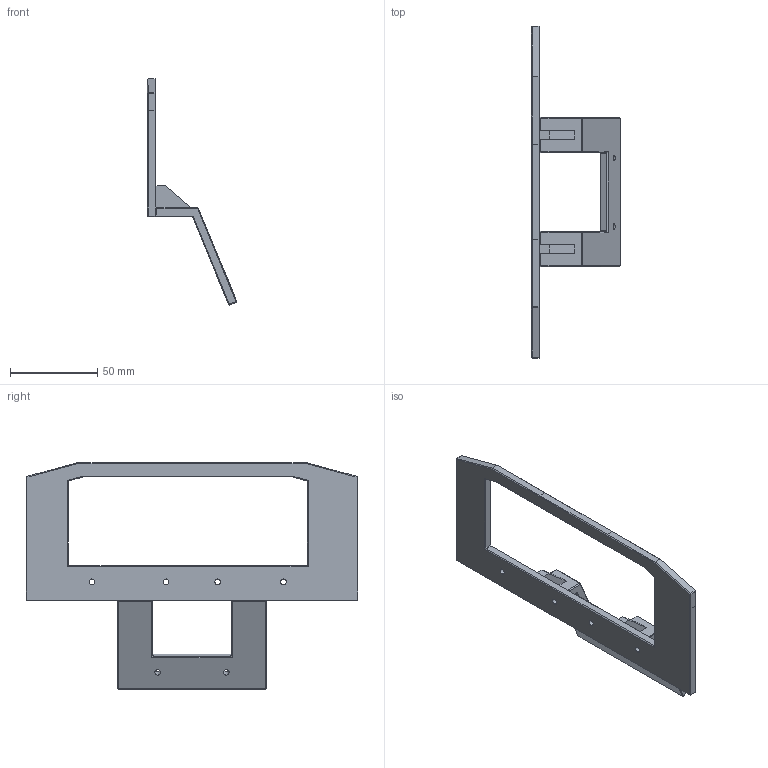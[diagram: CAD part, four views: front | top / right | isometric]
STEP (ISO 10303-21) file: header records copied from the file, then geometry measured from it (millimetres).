
FILE_DESCRIPTION(/* description */ (''),/* implementation_level */ '2;1');
FILE_NAME(/* name */ '胸腔背部提手',/* time_stamp */ '2025-05-16T17:57:41+08:00',/* author */ (''),/* organization */ (''),/* preprocessor_version */ 'ST-DEVELOPER v19.2',/* originating_system */ 'Rhino 8.17',/* authorisation */ '');
FILE_SCHEMA (('CONFIG_CONTROL_DESIGN'));
Length unit declared in the file: centimetre
Products named in the file (1): Document
Bounding box: 51.24 x 190 x 129.46 mm (x, y, z)
Volume: 60751.2 mm3; surface area: 30781 mm2
Topology: 3 solids, 3 shells, 194 faces, 406 edges, 220 vertices
Faces by surface type: plane 174, cylinder 20
Entity records: 4564 total; most frequent: CARTESIAN_POINT 1268, ORIENTED_EDGE 812, EDGE_CURVE 406, B_SPLINE_CURVE_WITH_KNOTS 362, DIRECTION 278, AXIS2_PLACEMENT_3D 236, VERTEX_POINT 220, EDGE_LOOP 212
